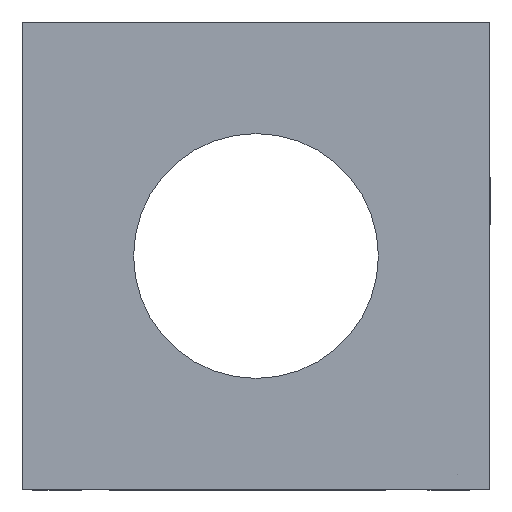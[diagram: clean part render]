
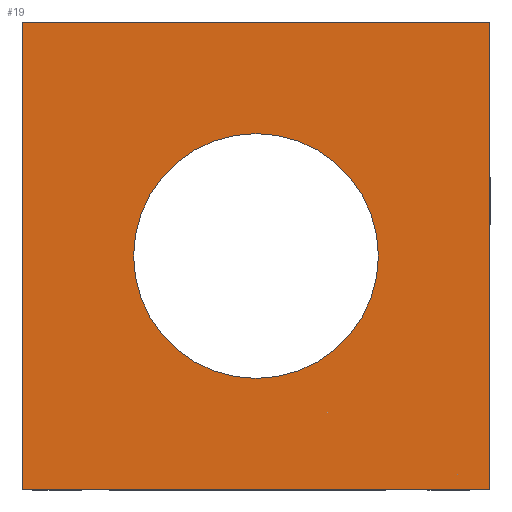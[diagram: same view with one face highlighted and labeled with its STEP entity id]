
A CAD part, front view. The second image highlights one B-rep face of the part: STEP entity #19.
In plain terms, the highlighted planar face has unit normal (0, -1, 0).
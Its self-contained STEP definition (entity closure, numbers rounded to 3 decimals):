
#1 = EDGE_CURVE ( 'NONE', #430, #438, #247, .T. ) ;
#7 = EDGE_CURVE ( 'NONE', #131, #430, #218, .T. ) ;
#19 = ADVANCED_FACE ( 'NONE', ( #174, #208 ), #435, .T. ) ;
#22 = EDGE_CURVE ( 'NONE', #130, #365, #94, .T. ) ;
#29 = EDGE_CURVE ( 'NONE', #365, #130, #86, .T. ) ;
#42 = EDGE_CURVE ( 'NONE', #438, #295, #279, .T. ) ;
#45 = EDGE_CURVE ( 'NONE', #295, #131, #368, .T. ) ;
#64 = VECTOR ( 'NONE', #159, 1000. ) ;
#74 = AXIS2_PLACEMENT_3D ( 'NONE', #128, #410, #136 ) ;
#79 = VECTOR ( 'NONE', #385, 1000. ) ;
#81 = AXIS2_PLACEMENT_3D ( 'NONE', #439, #240, #330 ) ;
#86 = CIRCLE ( 'NONE', #81, 3.4 ) ;
#87 = VECTOR ( 'NONE', #371, 1000. ) ;
#92 = AXIS2_PLACEMENT_3D ( 'NONE', #175, #217, #166 ) ;
#94 = CIRCLE ( 'NONE', #74, 3.4 ) ;
#97 = VECTOR ( 'NONE', #170, 1000. ) ;
#128 = CARTESIAN_POINT ( 'NONE',  ( 0., 0., 0. ) ) ;
#130 = VERTEX_POINT ( 'NONE', #304 ) ;
#131 = VERTEX_POINT ( 'NONE', #187 ) ;
#136 = DIRECTION ( 'NONE',  ( 0., 0., -1. ) ) ;
#157 = ORIENTED_EDGE ( 'NONE', *, *, #42, .F. ) ;
#159 = DIRECTION ( 'NONE',  ( 0., 0., -1. ) ) ;
#166 = DIRECTION ( 'NONE',  ( 0., 0., -1. ) ) ;
#170 = DIRECTION ( 'NONE',  ( -1., 0., 0. ) ) ;
#174 = FACE_BOUND ( 'NONE', #239, .T. ) ;
#175 = CARTESIAN_POINT ( 'NONE',  ( -6.5, 0., -6.5 ) ) ;
#187 = CARTESIAN_POINT ( 'NONE',  ( 6.5, 0., 6.5 ) ) ;
#208 = FACE_OUTER_BOUND ( 'NONE', #314, .T. ) ;
#214 = CARTESIAN_POINT ( 'NONE',  ( -6.5, 0., -6.5 ) ) ;
#217 = DIRECTION ( 'NONE',  ( 0., -1., 0. ) ) ;
#218 = LINE ( 'NONE', #369, #64 ) ;
#239 = EDGE_LOOP ( 'NONE', ( #378, #451 ) ) ;
#240 = DIRECTION ( 'NONE',  ( 0., -1., 0. ) ) ;
#241 = ORIENTED_EDGE ( 'NONE', *, *, #1, .F. ) ;
#247 = LINE ( 'NONE', #214, #97 ) ;
#256 = CARTESIAN_POINT ( 'NONE',  ( -6.5, 0., -6.5 ) ) ;
#267 = CARTESIAN_POINT ( 'NONE',  ( -6.5, 0., 6.5 ) ) ;
#269 = CARTESIAN_POINT ( 'NONE',  ( -6.5, 0., 6.5 ) ) ;
#279 = LINE ( 'NONE', #267, #79 ) ;
#289 = ORIENTED_EDGE ( 'NONE', *, *, #45, .F. ) ;
#290 = CARTESIAN_POINT ( 'NONE',  ( 0., 0., -3.4 ) ) ;
#291 = CARTESIAN_POINT ( 'NONE',  ( -6.5, 0., 6.5 ) ) ;
#295 = VERTEX_POINT ( 'NONE', #269 ) ;
#304 = CARTESIAN_POINT ( 'NONE',  ( 0., 0., 3.4 ) ) ;
#314 = EDGE_LOOP ( 'NONE', ( #157, #241, #374, #289 ) ) ;
#330 = DIRECTION ( 'NONE',  ( 0., 0., -1. ) ) ;
#336 = CARTESIAN_POINT ( 'NONE',  ( 6.5, 0., -6.5 ) ) ;
#365 = VERTEX_POINT ( 'NONE', #290 ) ;
#368 = LINE ( 'NONE', #291, #87 ) ;
#369 = CARTESIAN_POINT ( 'NONE',  ( 6.5, 0., 6.5 ) ) ;
#371 = DIRECTION ( 'NONE',  ( 1., 0., 0. ) ) ;
#374 = ORIENTED_EDGE ( 'NONE', *, *, #7, .F. ) ;
#378 = ORIENTED_EDGE ( 'NONE', *, *, #22, .F. ) ;
#385 = DIRECTION ( 'NONE',  ( 0., 0., 1. ) ) ;
#410 = DIRECTION ( 'NONE',  ( 0., -1., 0. ) ) ;
#430 = VERTEX_POINT ( 'NONE', #336 ) ;
#435 = PLANE ( 'NONE',  #92 ) ;
#438 = VERTEX_POINT ( 'NONE', #256 ) ;
#439 = CARTESIAN_POINT ( 'NONE',  ( 0., 0., 0. ) ) ;
#451 = ORIENTED_EDGE ( 'NONE', *, *, #29, .F. ) ;
